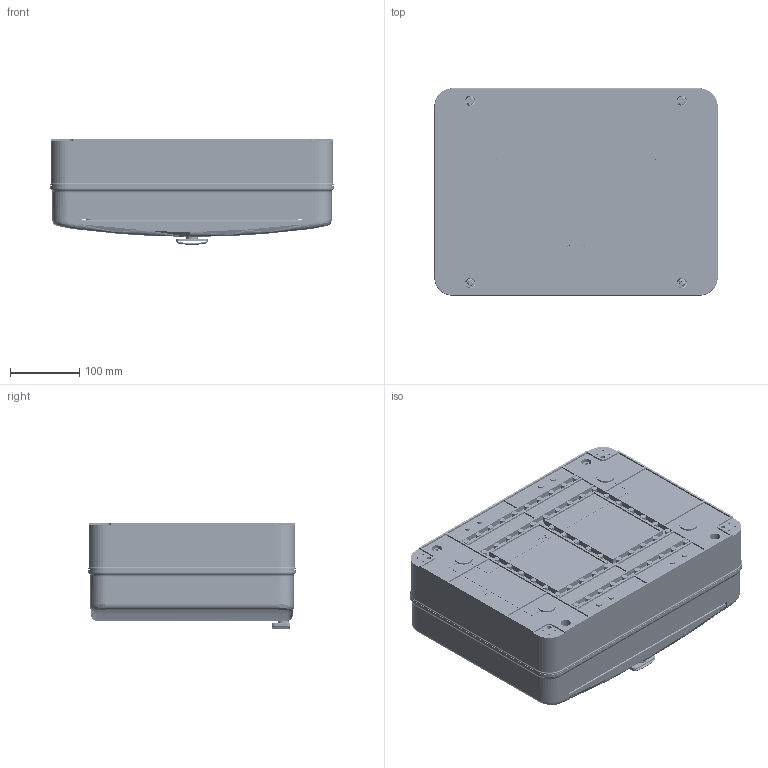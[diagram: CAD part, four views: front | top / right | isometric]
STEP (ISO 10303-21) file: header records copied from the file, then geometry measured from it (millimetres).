
FILE_DESCRIPTION (( 'STEP AP214' ), '1' );
FILE_NAME ('Box 24.STEP', '2023-04-12T12:34:17', ( '' ), ( '' ), 'SwSTEP 2.0', 'SolidWorks 2021', '' );
FILE_SCHEMA (( 'AUTOMOTIVE_DESIGN' ));
Length unit declared in the file: millimetre
Products named in the file (30): Handle; Vstavka modulnaya; Fixer; Slider; Cover 24; TEP 12; DIN-rail L=240; Zaglushka; Derzhatel klemm 12; Box 24; Vstavka plastm 12; Panel 12; Spiner; Connector ; Bob; Prokl nign 24; Screw M4x8; Plank 1; Koltco 14õ2; Prokl verhn 24; Samorez 4õ10; Vstavka dvuhkomp 12 ASM; Klemma 150; Prizhim; Case 24; Door 24; Bolt; Kron; Klemma 75; Clown 
Assembly tree (94 placements, depth 3):
  Box 24
    Case 24
    Vstavka dvuhkomp 12 ASM  x2
      Vstavka plastm 12
      TEP 12
    Cover 24
    Door 24
    Kron  x4
    Connector   x2
    Bob  x4
    DIN-rail L=240  x2
    Samorez 4õ10  x12
    Zaglushka  x4
    Koltco 14õ2  x4
    Derzhatel klemm 12
    Fixer  x4
    Klemma 75
    Klemma 150
    Screw M4x8  x30
    Bolt  x4
    Slider  x2
    Spiner  x2
    Prizhim  x2
    Panel 12  x2
    Prokl nign 24
    Handle
    Plank 1
    Clown 
    Vstavka modulnaya
    Prokl verhn 24
Bounding box: 410 x 300 x 153.19 mm (x, y, z)
Volume: 1883278.3 mm3; surface area: 1655695.2 mm2
Topology: 94 solids, 94 shells, 8218 faces, 21837 edges, 14233 vertices
Faces by surface type: plane 4885, cylinder 2173, bspline 630, cone 254, torus 224, sphere 52
Entity records: 198893 total; most frequent: CARTESIAN_POINT 64478, ORIENTED_EDGE 28580, DIRECTION 26007, EDGE_CURVE 14290, LINE 9373, VECTOR 9373, VERTEX_POINT 9304, AXIS2_PLACEMENT_3D 8317
